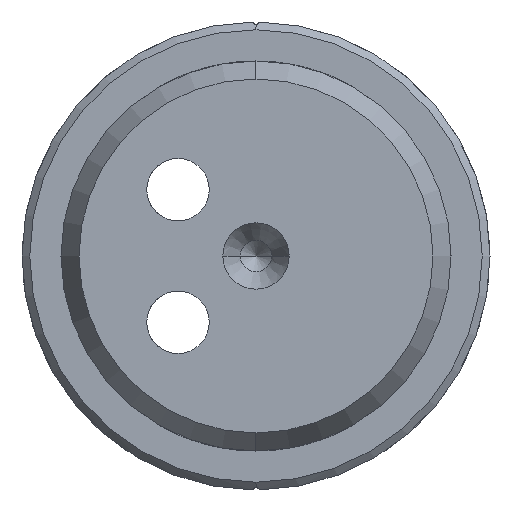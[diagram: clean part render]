
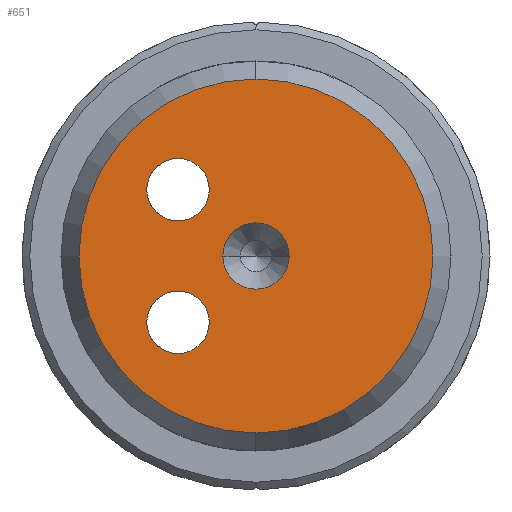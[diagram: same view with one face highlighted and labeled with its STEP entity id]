
A CAD part, left-side view. The second image highlights one B-rep face of the part: STEP entity #651.
In plain terms, the highlighted planar face has unit normal (-1, 0, 0).
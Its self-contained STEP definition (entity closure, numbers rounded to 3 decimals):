
#8 = DIRECTION ( 'NONE',  ( 1., 0., 0. ) ) ;
#104 = AXIS2_PLACEMENT_3D ( 'NONE', #1345, #2560, #3725 ) ;
#128 = DIRECTION ( 'NONE',  ( 0., 0., -1. ) ) ;
#138 = CARTESIAN_POINT ( 'NONE',  ( -145., 2.125, 0. ) ) ;
#151 = CIRCLE ( 'NONE', #201, 2. ) ;
#188 = CARTESIAN_POINT ( 'NONE',  ( -145., 5., 2.25 ) ) ;
#201 = AXIS2_PLACEMENT_3D ( 'NONE', #486, #1711, #2926 ) ;
#257 = ORIENTED_EDGE ( 'NONE', *, *, #367, .F. ) ;
#279 = CARTESIAN_POINT ( 'NONE',  ( -145., 12.5, 0. ) ) ;
#296 = EDGE_LOOP ( 'NONE', ( #3550, #3826 ) ) ;
#343 = VERTEX_POINT ( 'NONE', #3505 ) ;
#367 = EDGE_CURVE ( 'NONE', #1519, #343, #2738, .T. ) ;
#396 = AXIS2_PLACEMENT_3D ( 'NONE', #1635, #2850, #128 ) ;
#486 = CARTESIAN_POINT ( 'NONE',  ( -145., 5., 4.25 ) ) ;
#494 = CIRCLE ( 'NONE', #959, 2.125 ) ;
#540 = EDGE_CURVE ( 'NONE', #1394, #3633, #151, .T. ) ;
#557 = FACE_OUTER_BOUND ( 'NONE', #296, .T. ) ;
#629 = DIRECTION ( 'NONE',  ( 0., 1., 0. ) ) ;
#651 = ADVANCED_FACE ( 'NONE', ( #2079, #3283, #557, #1788 ), #3001, .F. ) ;
#702 = CARTESIAN_POINT ( 'NONE',  ( -145., 5., -2.25 ) ) ;
#810 = DIRECTION ( 'NONE',  ( -1., 0., 0. ) ) ;
#816 = CARTESIAN_POINT ( 'NONE',  ( -145., 5., -4.25 ) ) ;
#959 = AXIS2_PLACEMENT_3D ( 'NONE', #2725, #8, #1208 ) ;
#966 = CARTESIAN_POINT ( 'NONE',  ( -145., 5., 4.25 ) ) ;
#975 = CIRCLE ( 'NONE', #104, 11.345 ) ;
#1088 = AXIS2_PLACEMENT_3D ( 'NONE', #279, #1496, #2709 ) ;
#1153 = CARTESIAN_POINT ( 'NONE',  ( -145., 0., 11.345 ) ) ;
#1159 = AXIS2_PLACEMENT_3D ( 'NONE', #2147, #3345, #629 ) ;
#1208 = DIRECTION ( 'NONE',  ( 0., 1., 0. ) ) ;
#1301 = CIRCLE ( 'NONE', #1159, 2.125 ) ;
#1345 = CARTESIAN_POINT ( 'NONE',  ( -145., 0., 0. ) ) ;
#1360 = AXIS2_PLACEMENT_3D ( 'NONE', #816, #2035, #3240 ) ;
#1369 = EDGE_CURVE ( 'NONE', #3274, #3529, #494, .T. ) ;
#1394 = VERTEX_POINT ( 'NONE', #2745 ) ;
#1414 = CIRCLE ( 'NONE', #1522, 2. ) ;
#1459 = EDGE_CURVE ( 'NONE', #3633, #1394, #1414, .T. ) ;
#1471 = ORIENTED_EDGE ( 'NONE', *, *, #2712, .F. ) ;
#1477 = CARTESIAN_POINT ( 'NONE',  ( -145., 0., -11.345 ) ) ;
#1496 = DIRECTION ( 'NONE',  ( 1., 0., 0. ) ) ;
#1519 = VERTEX_POINT ( 'NONE', #702 ) ;
#1522 = AXIS2_PLACEMENT_3D ( 'NONE', #966, #2178, #3375 ) ;
#1537 = EDGE_CURVE ( 'NONE', #3751, #3098, #2615, .T. ) ;
#1622 = CIRCLE ( 'NONE', #1360, 2. ) ;
#1635 = CARTESIAN_POINT ( 'NONE',  ( -145., 0., 0. ) ) ;
#1711 = DIRECTION ( 'NONE',  ( 1., 0., 0. ) ) ;
#1788 = FACE_BOUND ( 'NONE', #3086, .T. ) ;
#2031 = DIRECTION ( 'NONE',  ( 0., 0., 1. ) ) ;
#2035 = DIRECTION ( 'NONE',  ( -1., 0., 0. ) ) ;
#2063 = ORIENTED_EDGE ( 'NONE', *, *, #540, .T. ) ;
#2079 = FACE_BOUND ( 'NONE', #3578, .T. ) ;
#2147 = CARTESIAN_POINT ( 'NONE',  ( -145., 0., 0. ) ) ;
#2178 = DIRECTION ( 'NONE',  ( 1., 0., 0. ) ) ;
#2560 = DIRECTION ( 'NONE',  ( -1., 0., 0. ) ) ;
#2615 = CIRCLE ( 'NONE', #396, 11.345 ) ;
#2664 = ORIENTED_EDGE ( 'NONE', *, *, #1369, .T. ) ;
#2709 = DIRECTION ( 'NONE',  ( 0., 0., -1. ) ) ;
#2712 = EDGE_CURVE ( 'NONE', #343, #1519, #1622, .T. ) ;
#2725 = CARTESIAN_POINT ( 'NONE',  ( -145., 0., 0. ) ) ;
#2738 = CIRCLE ( 'NONE', #2746, 2. ) ;
#2745 = CARTESIAN_POINT ( 'NONE',  ( -145., 5., 6.25 ) ) ;
#2746 = AXIS2_PLACEMENT_3D ( 'NONE', #3522, #810, #2031 ) ;
#2807 = EDGE_CURVE ( 'NONE', #3529, #3274, #1301, .T. ) ;
#2850 = DIRECTION ( 'NONE',  ( -1., 0., 0. ) ) ;
#2926 = DIRECTION ( 'NONE',  ( 0., 0., -1. ) ) ;
#2964 = ORIENTED_EDGE ( 'NONE', *, *, #2807, .T. ) ;
#3001 = PLANE ( 'NONE',  #1088 ) ;
#3086 = EDGE_LOOP ( 'NONE', ( #2664, #2964 ) ) ;
#3098 = VERTEX_POINT ( 'NONE', #1153 ) ;
#3119 = CARTESIAN_POINT ( 'NONE',  ( -145., -2.125, 0. ) ) ;
#3211 = EDGE_LOOP ( 'NONE', ( #3267, #2063 ) ) ;
#3240 = DIRECTION ( 'NONE',  ( 0., 0., 1. ) ) ;
#3267 = ORIENTED_EDGE ( 'NONE', *, *, #1459, .T. ) ;
#3274 = VERTEX_POINT ( 'NONE', #3119 ) ;
#3283 = FACE_BOUND ( 'NONE', #3211, .T. ) ;
#3345 = DIRECTION ( 'NONE',  ( 1., 0., 0. ) ) ;
#3375 = DIRECTION ( 'NONE',  ( 0., 0., -1. ) ) ;
#3505 = CARTESIAN_POINT ( 'NONE',  ( -145., 5., -6.25 ) ) ;
#3522 = CARTESIAN_POINT ( 'NONE',  ( -145., 5., -4.25 ) ) ;
#3529 = VERTEX_POINT ( 'NONE', #138 ) ;
#3547 = EDGE_CURVE ( 'NONE', #3098, #3751, #975, .T. ) ;
#3550 = ORIENTED_EDGE ( 'NONE', *, *, #1537, .T. ) ;
#3578 = EDGE_LOOP ( 'NONE', ( #1471, #257 ) ) ;
#3633 = VERTEX_POINT ( 'NONE', #188 ) ;
#3725 = DIRECTION ( 'NONE',  ( 0., 0., -1. ) ) ;
#3751 = VERTEX_POINT ( 'NONE', #1477 ) ;
#3826 = ORIENTED_EDGE ( 'NONE', *, *, #3547, .T. ) ;
